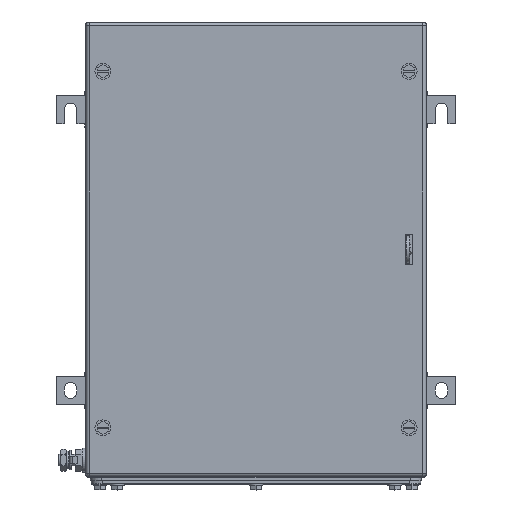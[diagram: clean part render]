
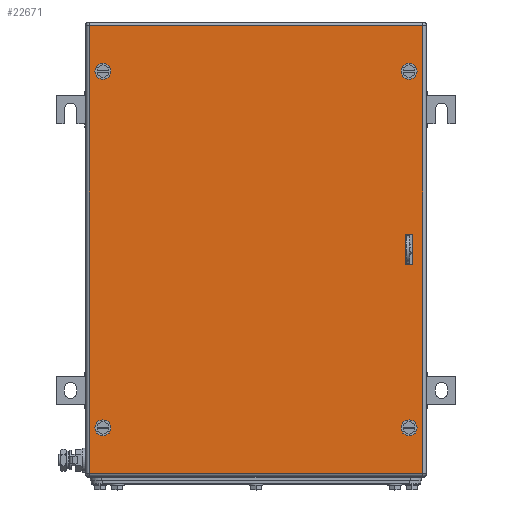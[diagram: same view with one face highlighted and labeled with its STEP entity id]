
A CAD part, top view. The second image highlights one B-rep face of the part: STEP entity #22671.
In plain terms, the highlighted planar face has unit normal (0, 0, 1).
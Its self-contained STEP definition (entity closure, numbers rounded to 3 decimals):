
#22511=AXIS2_PLACEMENT_3D('Circle Axis2P3D',#22509,#22510,$) ;
#22538=AXIS2_PLACEMENT_3D('Plane Axis2P3D',#22535,#22536,#22537) ;
#22576=AXIS2_PLACEMENT_3D('Circle Axis2P3D',#22574,#22575,$) ;
#22585=AXIS2_PLACEMENT_3D('Circle Axis2P3D',#22583,#22584,$) ;
#22594=AXIS2_PLACEMENT_3D('Circle Axis2P3D',#22592,#22593,$) ;
#22603=AXIS2_PLACEMENT_3D('Circle Axis2P3D',#22601,#22602,$) ;
#22612=AXIS2_PLACEMENT_3D('Circle Axis2P3D',#22610,#22611,$) ;
#22621=AXIS2_PLACEMENT_3D('Circle Axis2P3D',#22619,#22620,$) ;
#22630=AXIS2_PLACEMENT_3D('Circle Axis2P3D',#22628,#22629,$) ;
#22506=CARTESIAN_POINT('Vertex',(44.5,367.75,203.5)) ;
#22509=CARTESIAN_POINT('Axis2P3D Location',(41.,367.75,203.5)) ;
#22513=CARTESIAN_POINT('Vertex',(37.5,367.75,203.5)) ;
#22535=CARTESIAN_POINT('Axis2P3D Location',(175.5,211.,203.5)) ;
#22540=CARTESIAN_POINT('Line Origine',(175.5,407.5,203.5)) ;
#22544=CARTESIAN_POINT('Vertex',(322.,407.5,203.5)) ;
#22546=CARTESIAN_POINT('Vertex',(29.,407.5,203.5)) ;
#22549=CARTESIAN_POINT('Line Origine',(29.,211.,203.5)) ;
#22553=CARTESIAN_POINT('Vertex',(29.,14.5,203.5)) ;
#22556=CARTESIAN_POINT('Line Origine',(175.5,14.5,203.5)) ;
#22560=CARTESIAN_POINT('Vertex',(322.,14.5,203.5)) ;
#22563=CARTESIAN_POINT('Line Origine',(322.,211.,203.5)) ;
#22574=CARTESIAN_POINT('Axis2P3D Location',(41.,367.75,203.5)) ;
#22583=CARTESIAN_POINT('Axis2P3D Location',(41.,54.25,203.5)) ;
#22587=CARTESIAN_POINT('Vertex',(37.5,54.25,203.5)) ;
#22589=CARTESIAN_POINT('Vertex',(44.5,54.25,203.5)) ;
#22592=CARTESIAN_POINT('Axis2P3D Location',(41.,54.25,203.5)) ;
#22601=CARTESIAN_POINT('Axis2P3D Location',(310.,54.25,203.5)) ;
#22605=CARTESIAN_POINT('Vertex',(313.5,54.25,203.5)) ;
#22607=CARTESIAN_POINT('Vertex',(306.5,54.25,203.5)) ;
#22610=CARTESIAN_POINT('Axis2P3D Location',(310.,54.25,203.5)) ;
#22619=CARTESIAN_POINT('Axis2P3D Location',(310.,367.75,203.5)) ;
#22623=CARTESIAN_POINT('Vertex',(313.5,367.75,203.5)) ;
#22625=CARTESIAN_POINT('Vertex',(306.5,367.75,203.5)) ;
#22628=CARTESIAN_POINT('Axis2P3D Location',(310.,367.75,203.5)) ;
#22637=CARTESIAN_POINT('Line Origine',(309.75,197.5,203.5)) ;
#22641=CARTESIAN_POINT('Vertex',(313.,197.5,203.5)) ;
#22643=CARTESIAN_POINT('Vertex',(306.5,197.5,203.5)) ;
#22646=CARTESIAN_POINT('Line Origine',(306.5,211.,203.5)) ;
#22650=CARTESIAN_POINT('Vertex',(306.5,224.5,203.5)) ;
#22653=CARTESIAN_POINT('Line Origine',(309.75,224.5,203.5)) ;
#22657=CARTESIAN_POINT('Vertex',(313.,224.5,203.5)) ;
#22660=CARTESIAN_POINT('Line Origine',(313.,211.,203.5)) ;
#22510=DIRECTION('Axis2P3D Direction',(0.,0.,1.)) ;
#22536=DIRECTION('Axis2P3D Direction',(0.,0.,1.)) ;
#22537=DIRECTION('Axis2P3D XDirection',(1.,0.,0.)) ;
#22541=DIRECTION('Vector Direction',(1.,0.,0.)) ;
#22550=DIRECTION('Vector Direction',(0.,-1.,0.)) ;
#22557=DIRECTION('Vector Direction',(1.,0.,0.)) ;
#22564=DIRECTION('Vector Direction',(0.,1.,0.)) ;
#22575=DIRECTION('Axis2P3D Direction',(0.,0.,1.)) ;
#22584=DIRECTION('Axis2P3D Direction',(0.,0.,1.)) ;
#22593=DIRECTION('Axis2P3D Direction',(0.,0.,1.)) ;
#22602=DIRECTION('Axis2P3D Direction',(0.,0.,1.)) ;
#22611=DIRECTION('Axis2P3D Direction',(0.,0.,1.)) ;
#22620=DIRECTION('Axis2P3D Direction',(0.,0.,1.)) ;
#22629=DIRECTION('Axis2P3D Direction',(0.,0.,1.)) ;
#22638=DIRECTION('Vector Direction',(-1.,0.,0.)) ;
#22647=DIRECTION('Vector Direction',(0.,1.,0.)) ;
#22654=DIRECTION('Vector Direction',(1.,0.,0.)) ;
#22661=DIRECTION('Vector Direction',(0.,-1.,0.)) ;
#22542=VECTOR('Line Direction',#22541,1.) ;
#22551=VECTOR('Line Direction',#22550,1.) ;
#22558=VECTOR('Line Direction',#22557,1.) ;
#22565=VECTOR('Line Direction',#22564,1.) ;
#22639=VECTOR('Line Direction',#22638,1.) ;
#22648=VECTOR('Line Direction',#22647,1.) ;
#22655=VECTOR('Line Direction',#22654,1.) ;
#22662=VECTOR('Line Direction',#22661,1.) ;
#22569=ORIENTED_EDGE('',*,*,#22548,.T.) ;
#22570=ORIENTED_EDGE('',*,*,#22555,.T.) ;
#22571=ORIENTED_EDGE('',*,*,#22562,.T.) ;
#22572=ORIENTED_EDGE('',*,*,#22567,.T.) ;
#22580=ORIENTED_EDGE('',*,*,#22578,.F.) ;
#22581=ORIENTED_EDGE('',*,*,#22515,.F.) ;
#22598=ORIENTED_EDGE('',*,*,#22591,.F.) ;
#22599=ORIENTED_EDGE('',*,*,#22596,.F.) ;
#22616=ORIENTED_EDGE('',*,*,#22609,.F.) ;
#22617=ORIENTED_EDGE('',*,*,#22614,.F.) ;
#22634=ORIENTED_EDGE('',*,*,#22627,.F.) ;
#22635=ORIENTED_EDGE('',*,*,#22632,.F.) ;
#22666=ORIENTED_EDGE('',*,*,#22645,.T.) ;
#22667=ORIENTED_EDGE('',*,*,#22652,.T.) ;
#22668=ORIENTED_EDGE('',*,*,#22659,.T.) ;
#22669=ORIENTED_EDGE('',*,*,#22664,.T.) ;
#22582=FACE_BOUND('',#22579,.T.) ;
#22600=FACE_BOUND('',#22597,.T.) ;
#22618=FACE_BOUND('',#22615,.T.) ;
#22636=FACE_BOUND('',#22633,.T.) ;
#22670=FACE_BOUND('',#22665,.T.) ;
#22671=ADVANCED_FACE('ZUB_KTB_MH_403020_1GP_AllCATPart.1\\ZUB_DE_KTB_MH_400x300.1\\DE_KTB_MH_PART_MASTER.1\\Koerper.2',(#22573,#22582,#22600,#22618,#22636,#22670),#22539,.T.) ;
#22512=CIRCLE('generated circle',#22511,3.5) ;
#22577=CIRCLE('generated circle',#22576,3.5) ;
#22586=CIRCLE('generated circle',#22585,3.5) ;
#22595=CIRCLE('generated circle',#22594,3.5) ;
#22604=CIRCLE('generated circle',#22603,3.5) ;
#22613=CIRCLE('generated circle',#22612,3.5) ;
#22622=CIRCLE('generated circle',#22621,3.5) ;
#22631=CIRCLE('generated circle',#22630,3.5) ;
#22515=EDGE_CURVE('',#22507,#22514,#22512,.T.) ;
#22548=EDGE_CURVE('',#22545,#22547,#22543,.F.) ;
#22555=EDGE_CURVE('',#22547,#22554,#22552,.T.) ;
#22562=EDGE_CURVE('',#22554,#22561,#22559,.T.) ;
#22567=EDGE_CURVE('',#22561,#22545,#22566,.T.) ;
#22578=EDGE_CURVE('',#22514,#22507,#22577,.T.) ;
#22591=EDGE_CURVE('',#22588,#22590,#22586,.T.) ;
#22596=EDGE_CURVE('',#22590,#22588,#22595,.T.) ;
#22609=EDGE_CURVE('',#22606,#22608,#22604,.T.) ;
#22614=EDGE_CURVE('',#22608,#22606,#22613,.T.) ;
#22627=EDGE_CURVE('',#22624,#22626,#22622,.T.) ;
#22632=EDGE_CURVE('',#22626,#22624,#22631,.T.) ;
#22645=EDGE_CURVE('',#22642,#22644,#22640,.T.) ;
#22652=EDGE_CURVE('',#22644,#22651,#22649,.T.) ;
#22659=EDGE_CURVE('',#22651,#22658,#22656,.T.) ;
#22664=EDGE_CURVE('',#22658,#22642,#22663,.T.) ;
#22568=EDGE_LOOP('',(#22569,#22570,#22571,#22572)) ;
#22579=EDGE_LOOP('',(#22580,#22581)) ;
#22597=EDGE_LOOP('',(#22598,#22599)) ;
#22615=EDGE_LOOP('',(#22616,#22617)) ;
#22633=EDGE_LOOP('',(#22634,#22635)) ;
#22665=EDGE_LOOP('',(#22666,#22667,#22668,#22669)) ;
#22573=FACE_OUTER_BOUND('',#22568,.T.) ;
#22543=LINE('Line',#22540,#22542) ;
#22552=LINE('Line',#22549,#22551) ;
#22559=LINE('Line',#22556,#22558) ;
#22566=LINE('Line',#22563,#22565) ;
#22640=LINE('Line',#22637,#22639) ;
#22649=LINE('Line',#22646,#22648) ;
#22656=LINE('Line',#22653,#22655) ;
#22663=LINE('Line',#22660,#22662) ;
#22539=PLANE('',#22538) ;
#22507=VERTEX_POINT('',#22506) ;
#22514=VERTEX_POINT('',#22513) ;
#22545=VERTEX_POINT('',#22544) ;
#22547=VERTEX_POINT('',#22546) ;
#22554=VERTEX_POINT('',#22553) ;
#22561=VERTEX_POINT('',#22560) ;
#22588=VERTEX_POINT('',#22587) ;
#22590=VERTEX_POINT('',#22589) ;
#22606=VERTEX_POINT('',#22605) ;
#22608=VERTEX_POINT('',#22607) ;
#22624=VERTEX_POINT('',#22623) ;
#22626=VERTEX_POINT('',#22625) ;
#22642=VERTEX_POINT('',#22641) ;
#22644=VERTEX_POINT('',#22643) ;
#22651=VERTEX_POINT('',#22650) ;
#22658=VERTEX_POINT('',#22657) ;
